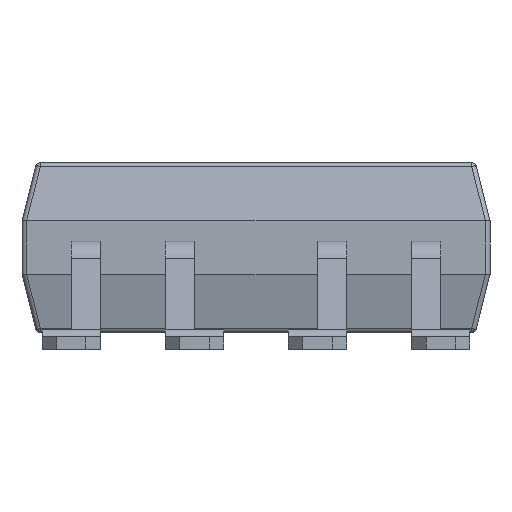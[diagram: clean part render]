
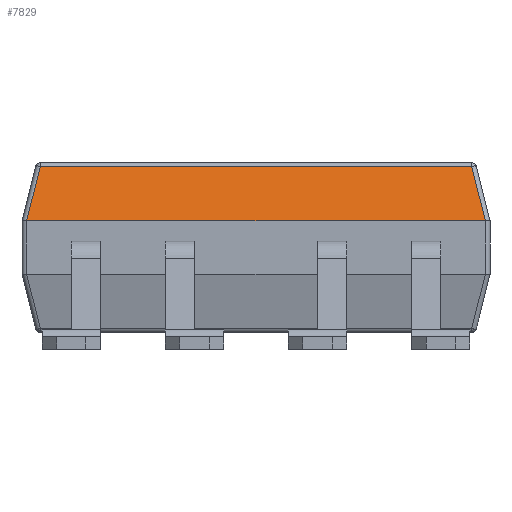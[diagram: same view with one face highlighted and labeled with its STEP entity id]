
A CAD part, left-side view. The second image highlights one B-rep face of the part: STEP entity #7829.
In plain terms, the highlighted planar face has unit normal (-0.97, 0, 0.242).
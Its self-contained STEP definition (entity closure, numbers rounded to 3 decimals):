
#260 = CARTESIAN_POINT ( 'NONE',  ( -2.969, 0., 3.524 ) ) ;
#284 = DIRECTION ( 'NONE',  ( 0., 1., 0. ) ) ;
#745 = CARTESIAN_POINT ( 'NONE',  ( -2.969, 4.452, 3.524 ) ) ;
#774 = VERTEX_POINT ( 'NONE', #3824 ) ;
#841 = CARTESIAN_POINT ( 'NONE',  ( -3.25, 4.733, 2.4 ) ) ;
#973 = CARTESIAN_POINT ( 'NONE',  ( -3.25, -4.733, 2.4 ) ) ;
#1191 = ORIENTED_EDGE ( 'NONE', *, *, #5012, .F. ) ;
#1221 = CARTESIAN_POINT ( 'NONE',  ( -3.25, 4.733, 2.4 ) ) ;
#1639 = CARTESIAN_POINT ( 'NONE',  ( -3.25, -4.733, 2.4 ) ) ;
#1640 = CARTESIAN_POINT ( 'NONE',  ( -3.25, -4.732, 2.4 ) ) ;
#1674 = CARTESIAN_POINT ( 'NONE',  ( -3.25, -4.73, 2.4 ) ) ;
#1686 = CARTESIAN_POINT ( 'NONE',  ( -3.25, -4.731, 2.4 ) ) ;
#2664 = ORIENTED_EDGE ( 'NONE', *, *, #4979, .F. ) ;
#2849 = VERTEX_POINT ( 'NONE', #3512 ) ;
#2913 = ORIENTED_EDGE ( 'NONE', *, *, #4977, .T. ) ;
#3201 = EDGE_CURVE ( 'NONE', #774, #3340, #5661, .T. ) ;
#3210 = ORIENTED_EDGE ( 'NONE', *, *, #4687, .T. ) ;
#3242 = EDGE_LOOP ( 'NONE', ( #2664, #3210, #2913, #1191, #11184, #7672 ) ) ;
#3340 = VERTEX_POINT ( 'NONE', #973 ) ;
#3512 = CARTESIAN_POINT ( 'NONE',  ( -2.969, -4.452, 3.524 ) ) ;
#3824 = CARTESIAN_POINT ( 'NONE',  ( -3.25, -4.73, 2.4 ) ) ;
#4261 = FACE_OUTER_BOUND ( 'NONE', #3242, .T. ) ;
#4269 = VERTEX_POINT ( 'NONE', #5875 ) ;
#4574 = CARTESIAN_POINT ( 'NONE',  ( -3.25, 4.731, 2.4 ) ) ;
#4687 = EDGE_CURVE ( 'NONE', #2849, #9251, #5900, .T. ) ;
#4724 = CARTESIAN_POINT ( 'NONE',  ( -2.969, -4.452, 3.524 ) ) ;
#4774 = AXIS2_PLACEMENT_3D ( 'NONE', #5850, #5840, #5820 ) ;
#4809 =( BOUNDED_CURVE ( )  B_SPLINE_CURVE ( 3, ( #10172, #4574, #8761, #841 ),
 .UNSPECIFIED., .F., .T. ) 
 B_SPLINE_CURVE_WITH_KNOTS ( ( 4, 4 ),
 ( 0., 0.029 ),
 .UNSPECIFIED. ) 
 CURVE ( )  GEOMETRIC_REPRESENTATION_ITEM ( )  RATIONAL_B_SPLINE_CURVE ( ( 1., 1., 1., 1. ) ) 
 REPRESENTATION_ITEM ( '' )  );
#4977 = EDGE_CURVE ( 'NONE', #9251, #9034, #10756, .T. ) ;
#4979 = EDGE_CURVE ( 'NONE', #2849, #3340, #10775, .T. ) ;
#5012 = EDGE_CURVE ( 'NONE', #4269, #9034, #4809, .T. ) ;
#5018 = EDGE_CURVE ( 'NONE', #4269, #774, #10587, .T. ) ;
#5661 =( BOUNDED_CURVE ( )  B_SPLINE_CURVE ( 3, ( #1674, #1686, #1640, #1639 ),
 .UNSPECIFIED., .F., .F. ) 
 B_SPLINE_CURVE_WITH_KNOTS ( ( 4, 4 ),
 ( 0., 0.029 ),
 .UNSPECIFIED. ) 
 CURVE ( )  GEOMETRIC_REPRESENTATION_ITEM ( )  RATIONAL_B_SPLINE_CURVE ( ( 1., 1., 1., 1. ) ) 
 REPRESENTATION_ITEM ( '' )  );
#5820 = DIRECTION ( 'NONE',  ( 0.243, 0., 0.97 ) ) ;
#5840 = DIRECTION ( 'NONE',  ( -0.97, 0., 0.243 ) ) ;
#5850 = CARTESIAN_POINT ( 'NONE',  ( -2.95, 0., 3.6 ) ) ;
#5875 = CARTESIAN_POINT ( 'NONE',  ( -3.25, 4.73, 2.4 ) ) ;
#5900 = LINE ( 'NONE', #260, #8768 ) ;
#5910 = PLANE ( 'NONE',  #4774 ) ;
#7672 = ORIENTED_EDGE ( 'NONE', *, *, #3201, .T. ) ;
#7829 = ADVANCED_FACE ( 'NONE', ( #4261 ), #5910, .T. ) ;
#8191 = DIRECTION ( 'NONE',  ( -0.236, 0.236, -0.943 ) ) ;
#8543 = DIRECTION ( 'NONE',  ( 0., -1., 0. ) ) ;
#8567 = CARTESIAN_POINT ( 'NONE',  ( -3.25, 4.733, 2.4 ) ) ;
#8606 = CARTESIAN_POINT ( 'NONE',  ( -3.25, 4.83, 2.4 ) ) ;
#8761 = CARTESIAN_POINT ( 'NONE',  ( -3.25, 4.732, 2.4 ) ) ;
#8768 = VECTOR ( 'NONE', #284, 1000. ) ;
#9034 = VERTEX_POINT ( 'NONE', #1221 ) ;
#9251 = VERTEX_POINT ( 'NONE', #745 ) ;
#9759 = DIRECTION ( 'NONE',  ( -0.236, -0.236, -0.943 ) ) ;
#10172 = CARTESIAN_POINT ( 'NONE',  ( -3.25, 4.73, 2.4 ) ) ;
#10565 = VECTOR ( 'NONE', #8543, 1000. ) ;
#10587 = LINE ( 'NONE', #8606, #10565 ) ;
#10742 = VECTOR ( 'NONE', #9759, 1000. ) ;
#10756 = LINE ( 'NONE', #8567, #10795 ) ;
#10775 = LINE ( 'NONE', #4724, #10742 ) ;
#10795 = VECTOR ( 'NONE', #8191, 1000. ) ;
#11184 = ORIENTED_EDGE ( 'NONE', *, *, #5018, .T. ) ;
